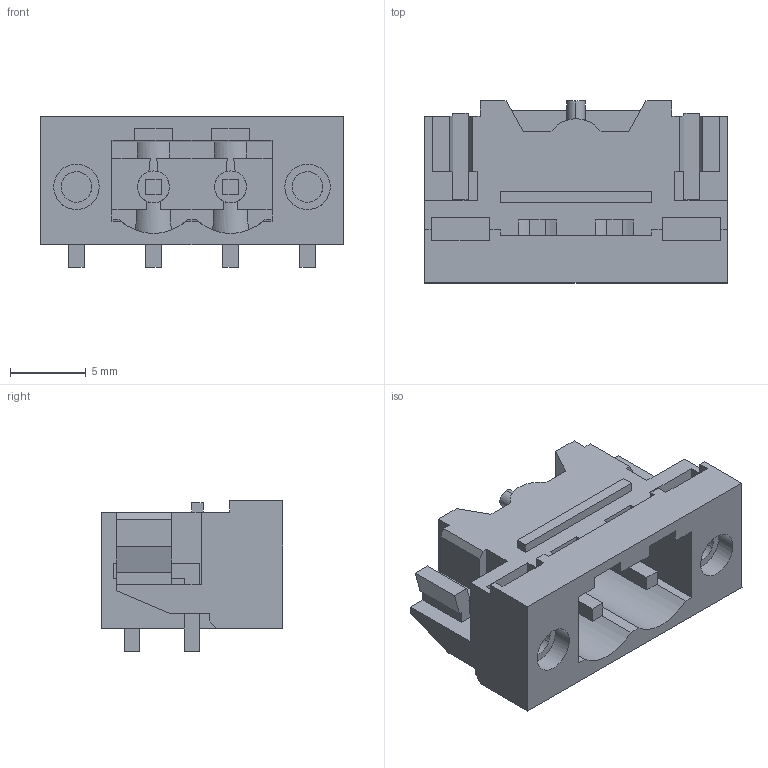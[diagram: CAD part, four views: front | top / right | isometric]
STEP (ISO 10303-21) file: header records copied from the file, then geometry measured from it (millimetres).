
FILE_DESCRIPTION(('CATIA V5 STEP Exchange','CAx-IF Rec.Pracs.--- Model Styling and Organization---1.4--- 2014-01-23'),'2;1');
FILE_NAME ('D1455870_0_1775234001_1775234001.stp','2019-01-09T10:28:07+00:00',('none'),('Weidmueller'),'CATIA Version 5-6 Release 2016 SP3 HF44','CATIA V5 STEP AP214','none');
FILE_SCHEMA(('AUTOMOTIVE_DESIGN { 1 0 10303 214 1 1 1 1 }'));
Length unit declared in the file: millimetre
Products named in the file (1): 1775234001
Bounding box: 19.96 x 12 x 9.93 mm (x, y, z)
Volume: 917.1 mm3; surface area: 1800.2 mm2
Topology: 5 solids, 5 shells, 220 faces, 650 edges, 440 vertices
Faces by surface type: plane 192, cylinder 28
Entity records: 7439 total; most frequent: CARTESIAN_POINT 1494, ORIENTED_EDGE 1300, DIRECTION 989, EDGE_CURVE 650, VECTOR 558, LINE 558, VERTEX_POINT 440, AXIS2_PLACEMENT_3D 239
